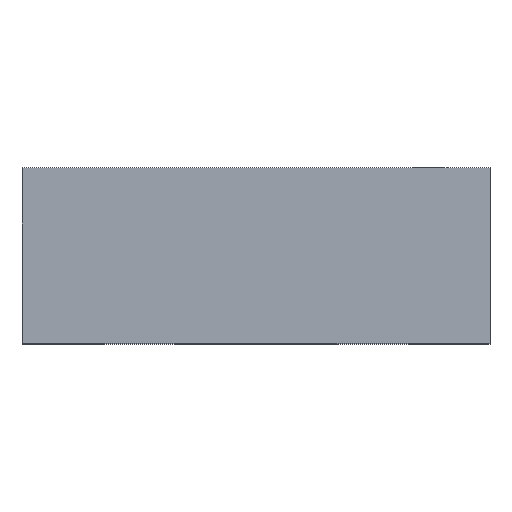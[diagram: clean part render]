
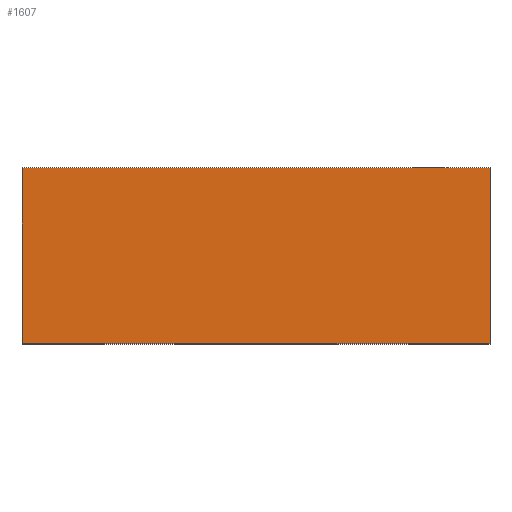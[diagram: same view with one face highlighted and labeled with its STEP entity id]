
A CAD part, top view. The second image highlights one B-rep face of the part: STEP entity #1607.
In plain terms, the highlighted planar face has unit normal (0, 0, 1).
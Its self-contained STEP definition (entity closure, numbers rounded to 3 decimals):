
#25 = EDGE_CURVE ( 'NONE', #105, #414, #593, .T. ) ;
#38 = DIRECTION ( 'NONE',  ( 1., 0., 0. ) ) ;
#105 = VERTEX_POINT ( 'NONE', #2071 ) ;
#141 = CARTESIAN_POINT ( 'NONE',  ( 1., 0.75, 1. ) ) ;
#154 = DIRECTION ( 'NONE',  ( 0., -1., 0. ) ) ;
#183 = CARTESIAN_POINT ( 'NONE',  ( 1., 0.75, 1. ) ) ;
#263 = DIRECTION ( 'NONE',  ( 0., 0., -1. ) ) ;
#367 = AXIS2_PLACEMENT_3D ( 'NONE', #2052, #263, #1061 ) ;
#371 = VECTOR ( 'NONE', #154, 1000. ) ;
#402 = VECTOR ( 'NONE', #1459, 1000. ) ;
#414 = VERTEX_POINT ( 'NONE', #1497 ) ;
#472 = LINE ( 'NONE', #1646, #1217 ) ;
#593 = LINE ( 'NONE', #864, #1357 ) ;
#626 = VERTEX_POINT ( 'NONE', #913 ) ;
#864 = CARTESIAN_POINT ( 'NONE',  ( -1., 0.75, 1. ) ) ;
#913 = CARTESIAN_POINT ( 'NONE',  ( 1., 0., 1. ) ) ;
#982 = VERTEX_POINT ( 'NONE', #1811 ) ;
#1061 = DIRECTION ( 'NONE',  ( -1., 0., 0. ) ) ;
#1217 = VECTOR ( 'NONE', #38, 1000. ) ;
#1319 = EDGE_CURVE ( 'NONE', #105, #982, #1526, .T. ) ;
#1357 = VECTOR ( 'NONE', #2008, 1000. ) ;
#1367 = ORIENTED_EDGE ( 'NONE', *, *, #25, .T. ) ;
#1459 = DIRECTION ( 'NONE',  ( 1., 0., 0. ) ) ;
#1497 = CARTESIAN_POINT ( 'NONE',  ( -1., 0., 1. ) ) ;
#1526 = LINE ( 'NONE', #183, #402 ) ;
#1562 = EDGE_LOOP ( 'NONE', ( #1699, #1899, #1877, #1367 ) ) ;
#1607 = ADVANCED_FACE ( 'NONE', ( #1626 ), #2036, .F. ) ;
#1626 = FACE_OUTER_BOUND ( 'NONE', #1562, .T. ) ;
#1646 = CARTESIAN_POINT ( 'NONE',  ( 1., 0., 1. ) ) ;
#1699 = ORIENTED_EDGE ( 'NONE', *, *, #1873, .T. ) ;
#1797 = EDGE_CURVE ( 'NONE', #982, #626, #2009, .T. ) ;
#1811 = CARTESIAN_POINT ( 'NONE',  ( 1., 0.75, 1. ) ) ;
#1873 = EDGE_CURVE ( 'NONE', #414, #626, #472, .T. ) ;
#1877 = ORIENTED_EDGE ( 'NONE', *, *, #1319, .F. ) ;
#1899 = ORIENTED_EDGE ( 'NONE', *, *, #1797, .F. ) ;
#2008 = DIRECTION ( 'NONE',  ( 0., -1., 0. ) ) ;
#2009 = LINE ( 'NONE', #141, #371 ) ;
#2036 = PLANE ( 'NONE',  #367 ) ;
#2052 = CARTESIAN_POINT ( 'NONE',  ( 1., 0.75, 1. ) ) ;
#2071 = CARTESIAN_POINT ( 'NONE',  ( -1., 0.75, 1. ) ) ;
